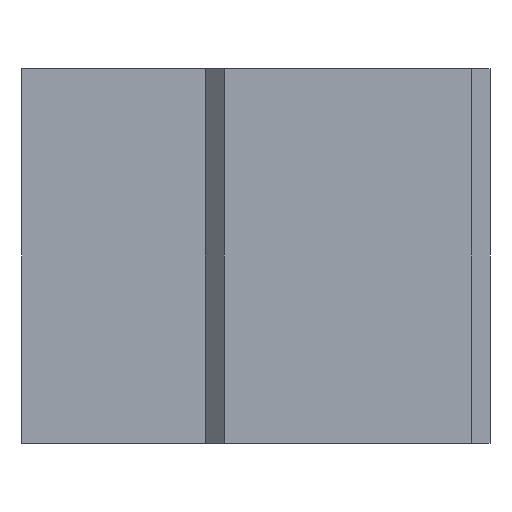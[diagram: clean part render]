
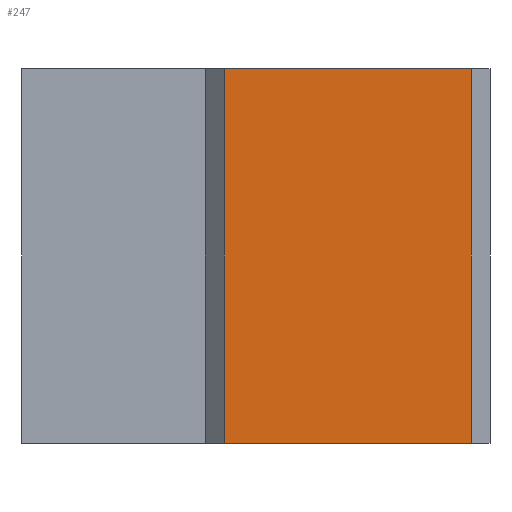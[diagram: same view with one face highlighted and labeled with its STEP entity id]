
A CAD part, left-side view. The second image highlights one B-rep face of the part: STEP entity #247.
In plain terms, the highlighted planar face has unit normal (-1, 0, 0).
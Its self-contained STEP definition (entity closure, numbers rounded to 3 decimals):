
#21=FACE_OUTER_BOUND('',#34,.T.);
#34=EDGE_LOOP('',(#190,#191,#192,#193));
#48=LINE('',#368,#81);
#61=LINE('',#393,#94);
#62=LINE('',#396,#95);
#63=LINE('',#397,#96);
#81=VECTOR('',#301,10.);
#94=VECTOR('',#322,10.);
#95=VECTOR('',#325,10.);
#96=VECTOR('',#326,10.);
#114=VERTEX_POINT('',#365);
#115=VERTEX_POINT('',#367);
#123=VERTEX_POINT('',#391);
#124=VERTEX_POINT('',#395);
#136=EDGE_CURVE('',#115,#114,#48,.T.);
#149=EDGE_CURVE('',#123,#114,#61,.T.);
#150=EDGE_CURVE('',#123,#124,#62,.T.);
#151=EDGE_CURVE('',#124,#115,#63,.T.);
#190=ORIENTED_EDGE('',*,*,#150,.T.);
#191=ORIENTED_EDGE('',*,*,#151,.T.);
#192=ORIENTED_EDGE('',*,*,#136,.T.);
#193=ORIENTED_EDGE('',*,*,#149,.F.);
#234=PLANE('',#283);
#247=ADVANCED_FACE('',(#21),#234,.T.);
#283=AXIS2_PLACEMENT_3D('',#394,#323,#324);
#301=DIRECTION('',(0.,-1.,0.));
#322=DIRECTION('',(0.,0.,-1.));
#323=DIRECTION('center_axis',(-1.,0.,0.));
#324=DIRECTION('ref_axis',(0.,0.,1.));
#325=DIRECTION('',(0.,1.,0.));
#326=DIRECTION('',(0.,0.,-1.));
#365=CARTESIAN_POINT('',(-73.,0.,-10.));
#367=CARTESIAN_POINT('',(-73.,13.2,-10.));
#368=CARTESIAN_POINT('',(-73.,0.,-10.));
#391=CARTESIAN_POINT('',(-73.,0.,10.));
#393=CARTESIAN_POINT('',(-73.,0.,0.));
#394=CARTESIAN_POINT('Origin',(-73.,0.,0.));
#395=CARTESIAN_POINT('',(-73.,13.2,10.));
#396=CARTESIAN_POINT('',(-73.,0.,10.));
#397=CARTESIAN_POINT('',(-73.,13.2,0.));
